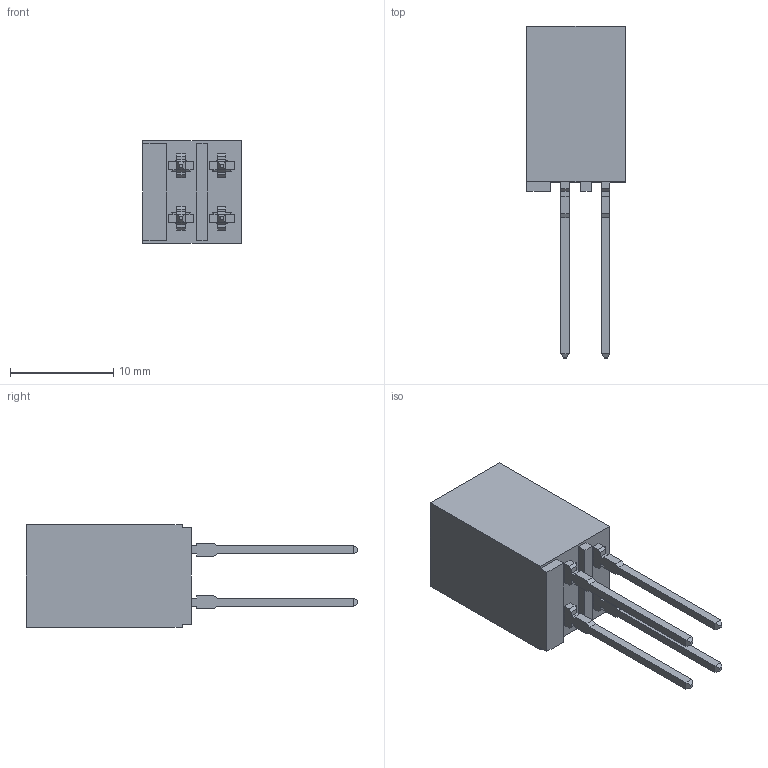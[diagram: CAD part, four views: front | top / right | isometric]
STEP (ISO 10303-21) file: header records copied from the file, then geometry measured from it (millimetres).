
FILE_DESCRIPTION (( 'STEP AP214' ), '1' );
FILE_NAME ('368-004-540-201.STEP', '2021-11-15T21:58:37', ( '' ), ( '' ), 'SwSTEP 2.0', 'SolidWorks 2020', '' );
FILE_SCHEMA (( 'AUTOMOTIVE_DESIGN' ));
Length unit declared in the file: inch
Products named in the file (3): 368-210-002; 368-290-002 - (Assy State)_368-290-001; 368-004-540-201
Assembly tree (5 placements, depth 2):
  368-004-540-201
    368-210-002
    368-290-002 - (Assy State)_368-290-001  x4
Bounding box: 9.5 x 32.16 x 9.91 mm (x, y, z)
Volume: 1044.5 mm3; surface area: 1921.6 mm2
Topology: 5 solids, 5 shells, 376 faces, 1043 edges, 674 vertices
Faces by surface type: plane 314, cylinder 46, bspline 16
Entity records: 6628 total; most frequent: CARTESIAN_POINT 1243, ORIENTED_EDGE 1144, DIRECTION 1016, EDGE_CURVE 572, LINE 522, VECTOR 522, VERTEX_POINT 374, AXIS2_PLACEMENT_3D 247
